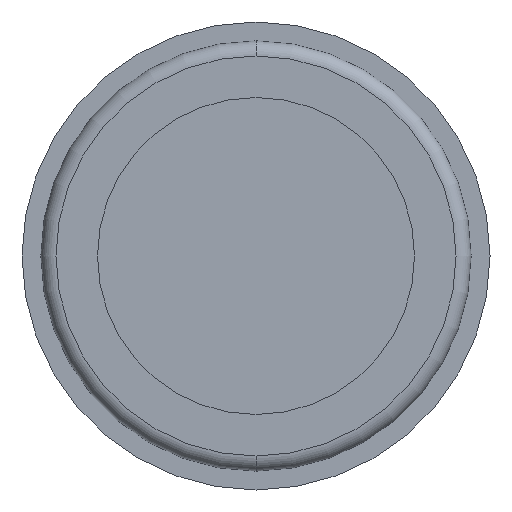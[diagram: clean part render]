
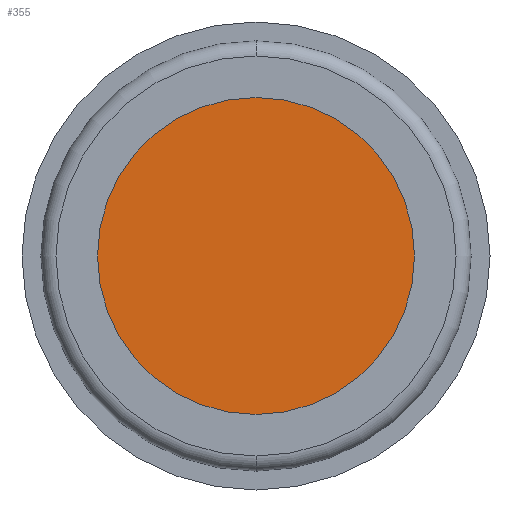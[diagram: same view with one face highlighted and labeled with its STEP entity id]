
A CAD part, front view. The second image highlights one B-rep face of the part: STEP entity #355.
In plain terms, the highlighted planar face has unit normal (0, -1, 0).
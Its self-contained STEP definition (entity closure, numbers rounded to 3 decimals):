
#69 = AXIS2_PLACEMENT_3D ( 'NONE', #654, #739, #737 ) ;
#70 = FACE_OUTER_BOUND ( 'NONE', #551, .T. ) ;
#84 = AXIS2_PLACEMENT_3D ( 'NONE', #656, #530, #571 ) ;
#100 = AXIS2_PLACEMENT_3D ( 'NONE', #603, #612, #614 ) ;
#181 = CARTESIAN_POINT ( 'NONE',  ( 0., 12.7, 21. ) ) ;
#217 = CARTESIAN_POINT ( 'NONE',  ( 0., 12.7, -21. ) ) ;
#281 = CIRCLE ( 'NONE', #69, 21. ) ;
#313 = EDGE_CURVE ( 'NONE', #461, #415, #281, .T. ) ;
#328 = EDGE_CURVE ( 'NONE', #415, #461, #370, .T. ) ;
#355 = ADVANCED_FACE ( 'NONE', ( #70 ), #500, .F. ) ;
#370 = CIRCLE ( 'NONE', #100, 21. ) ;
#415 = VERTEX_POINT ( 'NONE', #217 ) ;
#454 = ORIENTED_EDGE ( 'NONE', *, *, #313, .F. ) ;
#461 = VERTEX_POINT ( 'NONE', #181 ) ;
#464 = ORIENTED_EDGE ( 'NONE', *, *, #328, .F. ) ;
#500 = PLANE ( 'NONE',  #84 ) ;
#530 = DIRECTION ( 'NONE',  ( 0., 1., 0. ) ) ;
#551 = EDGE_LOOP ( 'NONE', ( #454, #464 ) ) ;
#571 = DIRECTION ( 'NONE',  ( 0., 0., 1. ) ) ;
#603 = CARTESIAN_POINT ( 'NONE',  ( 0., 12.7, 0. ) ) ;
#612 = DIRECTION ( 'NONE',  ( 0., 1., 0. ) ) ;
#614 = DIRECTION ( 'NONE',  ( 0., 0., 1. ) ) ;
#654 = CARTESIAN_POINT ( 'NONE',  ( 0., 12.7, 0. ) ) ;
#656 = CARTESIAN_POINT ( 'NONE',  ( 21., 12.7, 0. ) ) ;
#737 = DIRECTION ( 'NONE',  ( 0., 0., 1. ) ) ;
#739 = DIRECTION ( 'NONE',  ( 0., 1., 0. ) ) ;
